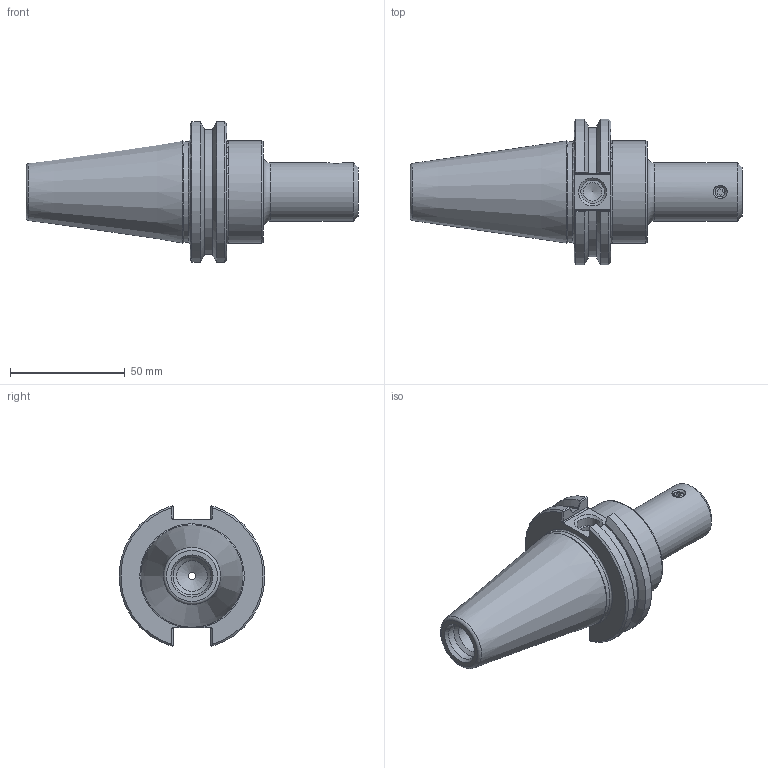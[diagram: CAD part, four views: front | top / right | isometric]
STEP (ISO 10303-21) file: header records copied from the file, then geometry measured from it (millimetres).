
FILE_DESCRIPTION((''),'2;1');
FILE_NAME('C40-01EM3.iam.stp','2014-07-07T09:42:12',(''),(''),'Autodesk Inventor 2012','Autodesk Inventor 2012','');
FILE_SCHEMA(('AUTOMOTIVE_DESIGN { 1 0 10303 214 1 1 1 1 }'));
Length unit declared in the file: inch
Products named in the file (3): C40-01EM3; C40-01EM3-1; 029-014
Assembly tree (2 placements, depth 2):
  C40-01EM3
    C40-01EM3-1
    029-014
Bounding box: 144.45 x 63.26 x 61.11 mm (x, y, z)
Volume: 141557.2 mm3; surface area: 27409 mm2
Topology: 2 solids, 2 shells, 104 faces, 270 edges, 172 vertices
Faces by surface type: plane 41, cylinder 28, cone 22, bspline 8, torus 5
Full cylindrical faces by diameter (mm): 3.175 x1, 3.962 x1, 4.826 x1, 8 x1, 10.135 x1, 13.386 x1, 16.459 x1, 25.4 x1, 43.942 x1, 44.45 x1
Entity records: 4196 total; most frequent: CARTESIAN_POINT 1735, ORIENTED_EDGE 468, DIRECTION 442, EDGE_CURVE 234, AXIS2_PLACEMENT_3D 171, VERTEX_POINT 164, EDGE_LOOP 138, FACE_OUTER_BOUND 104
